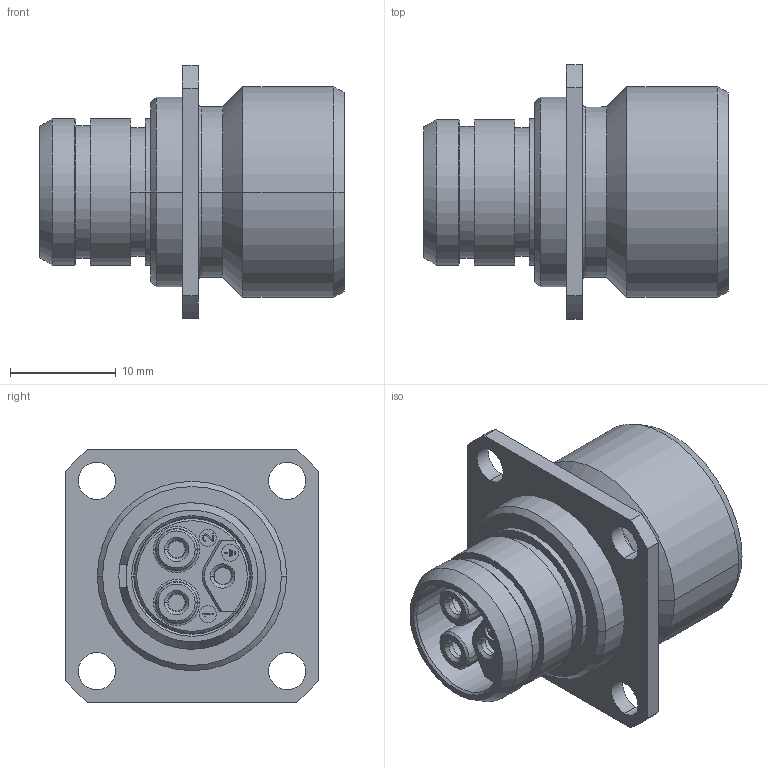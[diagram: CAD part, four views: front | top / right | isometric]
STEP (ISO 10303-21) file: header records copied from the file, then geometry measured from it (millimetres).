
FILE_DESCRIPTION((''),'2;1');
FILE_NAME('1331ER193FS','2024-07-17T13:31:48',('paultorloting'),('NET AG system integration'),'CREO PARAMETRIC BY PTC INC, 2021404','CREO PARAMETRIC BY PTC INC, 2021404','');
FILE_SCHEMA(('AUTOMOTIVE_DESIGN { 1 0 10303 214 1 1 1 1 }'));
Length unit declared in the file: millimetre
Products named in the file (1): 1331ER193FS
Bounding box: 28.8 x 24 x 24 mm (x, y, z)
Volume: 4544.8 mm3; surface area: 6920.2 mm2
Topology: 1 solids, 4 shells, 752 faces, 1896 edges, 1211 vertices
Faces by surface type: plane 341, cylinder 213, cone 117, torus 63, bspline 18
Entity records: 30721 total; most frequent: CARTESIAN_POINT 9018, DIRECTION 3784, ORIENTED_EDGE 3784, EDGE_CURVE 1892, AXIS2_PLACEMENT_3D 1388, VERTEX_POINT 1211, VECTOR 1005, LINE 1005
